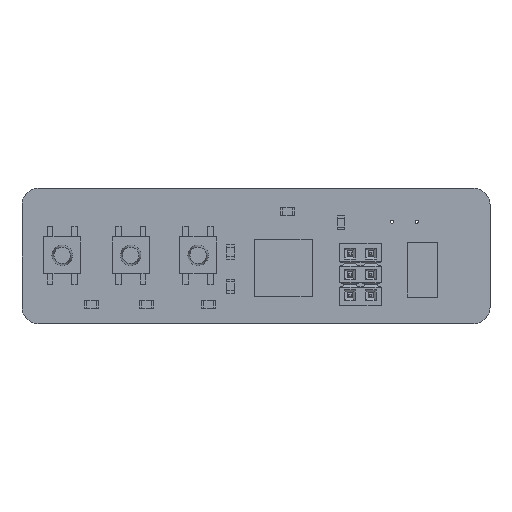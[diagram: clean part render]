
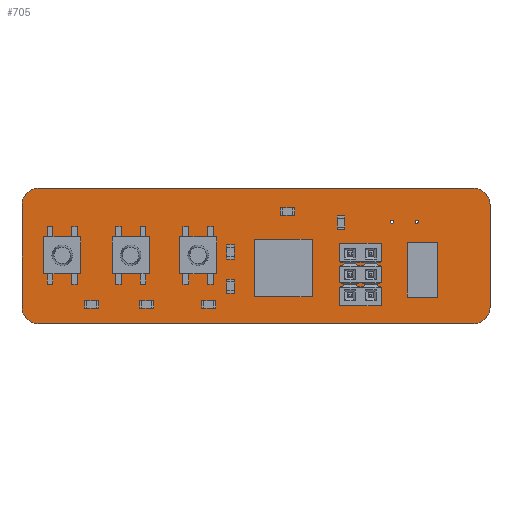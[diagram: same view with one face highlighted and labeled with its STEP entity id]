
A CAD part, top view. The second image highlights one B-rep face of the part: STEP entity #705.
In plain terms, the highlighted planar face has unit normal (0, 0, 1).
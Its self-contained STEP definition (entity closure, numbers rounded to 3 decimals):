
#152 = VERTEX_POINT('',#153);
#153 = CARTESIAN_POINT('',(0.,-14.5,0.411));
#159 = EDGE_CURVE('',#152,#160,#162,.T.);
#160 = VERTEX_POINT('',#161);
#161 = CARTESIAN_POINT('',(0.,-2.,0.411));
#162 = LINE('',#163,#164);
#163 = CARTESIAN_POINT('',(0.,-14.5,0.411));
#164 = VECTOR('',#165,1.);
#165 = DIRECTION('',(0.,1.,0.));
#190 = EDGE_CURVE('',#160,#191,#193,.T.);
#191 = VERTEX_POINT('',#192);
#192 = CARTESIAN_POINT('',(2.,0.,0.411));
#193 = CIRCLE('',#194,2.001);
#194 = AXIS2_PLACEMENT_3D('',#195,#196,#197);
#195 = CARTESIAN_POINT('',(2.001,-2.001,0.411));
#196 = DIRECTION('',(0.,0.,-1.));
#197 = DIRECTION('',(-1.,0.,0.));
#223 = EDGE_CURVE('',#191,#224,#226,.T.);
#224 = VERTEX_POINT('',#225);
#225 = CARTESIAN_POINT('',(55.023,0.,0.411)
  );
#226 = LINE('',#227,#228);
#227 = CARTESIAN_POINT('',(2.,0.,0.411));
#228 = VECTOR('',#229,1.);
#229 = DIRECTION('',(1.,0.,0.));
#254 = EDGE_CURVE('',#224,#255,#257,.T.);
#255 = VERTEX_POINT('',#256);
#256 = CARTESIAN_POINT('',(57.023,-2.,0.411));
#257 = CIRCLE('',#258,2.001);
#258 = AXIS2_PLACEMENT_3D('',#259,#260,#261);
#259 = CARTESIAN_POINT('',(55.022,-2.001,0.411));
#260 = DIRECTION('',(0.,0.,-1.));
#261 = DIRECTION('',(0.,1.,0.));
#287 = EDGE_CURVE('',#255,#288,#290,.T.);
#288 = VERTEX_POINT('',#289);
#289 = CARTESIAN_POINT('',(57.023,-14.5,0.411));
#290 = LINE('',#291,#292);
#291 = CARTESIAN_POINT('',(57.023,-2.,0.411));
#292 = VECTOR('',#293,1.);
#293 = DIRECTION('',(0.,-1.,0.));
#318 = EDGE_CURVE('',#288,#319,#321,.T.);
#319 = VERTEX_POINT('',#320);
#320 = CARTESIAN_POINT('',(55.023,-16.5,0.411));
#321 = CIRCLE('',#322,2.001);
#322 = AXIS2_PLACEMENT_3D('',#323,#324,#325);
#323 = CARTESIAN_POINT('',(55.022,-14.499,0.411));
#324 = DIRECTION('',(0.,0.,-1.));
#325 = DIRECTION('',(1.,0.,0.));
#351 = EDGE_CURVE('',#319,#352,#354,.T.);
#352 = VERTEX_POINT('',#353);
#353 = CARTESIAN_POINT('',(2.,-16.5,0.411));
#354 = LINE('',#355,#356);
#355 = CARTESIAN_POINT('',(55.023,-16.5,0.411));
#356 = VECTOR('',#357,1.);
#357 = DIRECTION('',(-1.,0.,0.));
#382 = EDGE_CURVE('',#352,#152,#383,.T.);
#383 = CIRCLE('',#384,2.001);
#384 = AXIS2_PLACEMENT_3D('',#385,#386,#387);
#385 = CARTESIAN_POINT('',(2.001,-14.499,0.411));
#386 = DIRECTION('',(0.,0.,-1.));
#387 = DIRECTION('',(0.,-1.,0.));
#408 = VERTEX_POINT('',#409);
#409 = CARTESIAN_POINT('',(40.47,-13.04,0.411));
#415 = EDGE_CURVE('',#408,#408,#416,.T.);
#416 = CIRCLE('',#417,0.51);
#417 = AXIS2_PLACEMENT_3D('',#418,#419,#420);
#418 = CARTESIAN_POINT('',(39.96,-13.04,0.411));
#419 = DIRECTION('',(0.,0.,1.));
#420 = DIRECTION('',(1.,0.,0.));
#441 = VERTEX_POINT('',#442);
#442 = CARTESIAN_POINT('',(43.01,-13.04,0.411));
#448 = EDGE_CURVE('',#441,#441,#449,.T.);
#449 = CIRCLE('',#450,0.51);
#450 = AXIS2_PLACEMENT_3D('',#451,#452,#453);
#451 = CARTESIAN_POINT('',(42.5,-13.04,0.411));
#452 = DIRECTION('',(0.,0.,1.));
#453 = DIRECTION('',(1.,0.,0.));
#474 = VERTEX_POINT('',#475);
#475 = CARTESIAN_POINT('',(40.47,-7.96,0.411));
#481 = EDGE_CURVE('',#474,#474,#482,.T.);
#482 = CIRCLE('',#483,0.51);
#483 = AXIS2_PLACEMENT_3D('',#484,#485,#486);
#484 = CARTESIAN_POINT('',(39.96,-7.96,0.411));
#485 = DIRECTION('',(0.,0.,1.));
#486 = DIRECTION('',(1.,0.,0.));
#507 = VERTEX_POINT('',#508);
#508 = CARTESIAN_POINT('',(40.47,-10.5,0.411));
#514 = EDGE_CURVE('',#507,#507,#515,.T.);
#515 = CIRCLE('',#516,0.51);
#516 = AXIS2_PLACEMENT_3D('',#517,#518,#519);
#517 = CARTESIAN_POINT('',(39.96,-10.5,0.411));
#518 = DIRECTION('',(0.,0.,1.));
#519 = DIRECTION('',(1.,0.,0.));
#540 = VERTEX_POINT('',#541);
#541 = CARTESIAN_POINT('',(43.01,-7.96,0.411));
#547 = EDGE_CURVE('',#540,#540,#548,.T.);
#548 = CIRCLE('',#549,0.51);
#549 = AXIS2_PLACEMENT_3D('',#550,#551,#552);
#550 = CARTESIAN_POINT('',(42.5,-7.96,0.411));
#551 = DIRECTION('',(0.,0.,1.));
#552 = DIRECTION('',(1.,0.,0.));
#573 = VERTEX_POINT('',#574);
#574 = CARTESIAN_POINT('',(43.01,-10.5,0.411));
#580 = EDGE_CURVE('',#573,#573,#581,.T.);
#581 = CIRCLE('',#582,0.51);
#582 = AXIS2_PLACEMENT_3D('',#583,#584,#585);
#583 = CARTESIAN_POINT('',(42.5,-10.5,0.411));
#584 = DIRECTION('',(0.,0.,1.));
#585 = DIRECTION('',(1.,0.,0.));
#606 = VERTEX_POINT('',#607);
#607 = CARTESIAN_POINT('',(45.285,-4.064,0.411));
#613 = EDGE_CURVE('',#606,#606,#614,.T.);
#614 = CIRCLE('',#615,0.2);
#615 = AXIS2_PLACEMENT_3D('',#616,#617,#618);
#616 = CARTESIAN_POINT('',(45.085,-4.064,0.411));
#617 = DIRECTION('',(0.,0.,1.));
#618 = DIRECTION('',(1.,0.,0.));
#639 = VERTEX_POINT('',#640);
#640 = CARTESIAN_POINT('',(48.285,-4.064,0.411));
#646 = EDGE_CURVE('',#639,#639,#647,.T.);
#647 = CIRCLE('',#648,0.2);
#648 = AXIS2_PLACEMENT_3D('',#649,#650,#651);
#649 = CARTESIAN_POINT('',(48.085,-4.064,0.411));
#650 = DIRECTION('',(0.,0.,1.));
#651 = DIRECTION('',(1.,0.,0.));
#705 = ADVANCED_FACE('',(#706,#716,#719,#722,#725,#728,#731,#734,#737),
  #740,.T.);
#706 = FACE_BOUND('',#707,.F.);
#707 = EDGE_LOOP('',(#708,#709,#710,#711,#712,#713,#714,#715));
#708 = ORIENTED_EDGE('',*,*,#159,.T.);
#709 = ORIENTED_EDGE('',*,*,#190,.T.);
#710 = ORIENTED_EDGE('',*,*,#223,.T.);
#711 = ORIENTED_EDGE('',*,*,#254,.T.);
#712 = ORIENTED_EDGE('',*,*,#287,.T.);
#713 = ORIENTED_EDGE('',*,*,#318,.T.);
#714 = ORIENTED_EDGE('',*,*,#351,.T.);
#715 = ORIENTED_EDGE('',*,*,#382,.T.);
#716 = FACE_BOUND('',#717,.T.);
#717 = EDGE_LOOP('',(#718));
#718 = ORIENTED_EDGE('',*,*,#415,.F.);
#719 = FACE_BOUND('',#720,.T.);
#720 = EDGE_LOOP('',(#721));
#721 = ORIENTED_EDGE('',*,*,#448,.F.);
#722 = FACE_BOUND('',#723,.T.);
#723 = EDGE_LOOP('',(#724));
#724 = ORIENTED_EDGE('',*,*,#481,.F.);
#725 = FACE_BOUND('',#726,.T.);
#726 = EDGE_LOOP('',(#727));
#727 = ORIENTED_EDGE('',*,*,#514,.F.);
#728 = FACE_BOUND('',#729,.T.);
#729 = EDGE_LOOP('',(#730));
#730 = ORIENTED_EDGE('',*,*,#547,.F.);
#731 = FACE_BOUND('',#732,.T.);
#732 = EDGE_LOOP('',(#733));
#733 = ORIENTED_EDGE('',*,*,#580,.F.);
#734 = FACE_BOUND('',#735,.T.);
#735 = EDGE_LOOP('',(#736));
#736 = ORIENTED_EDGE('',*,*,#613,.F.);
#737 = FACE_BOUND('',#738,.T.);
#738 = EDGE_LOOP('',(#739));
#739 = ORIENTED_EDGE('',*,*,#646,.F.);
#740 = PLANE('',#741);
#741 = AXIS2_PLACEMENT_3D('',#742,#743,#744);
#742 = CARTESIAN_POINT('',(0.,-14.5,0.411));
#743 = DIRECTION('',(0.,0.,1.));
#744 = DIRECTION('',(1.,0.,0.));
